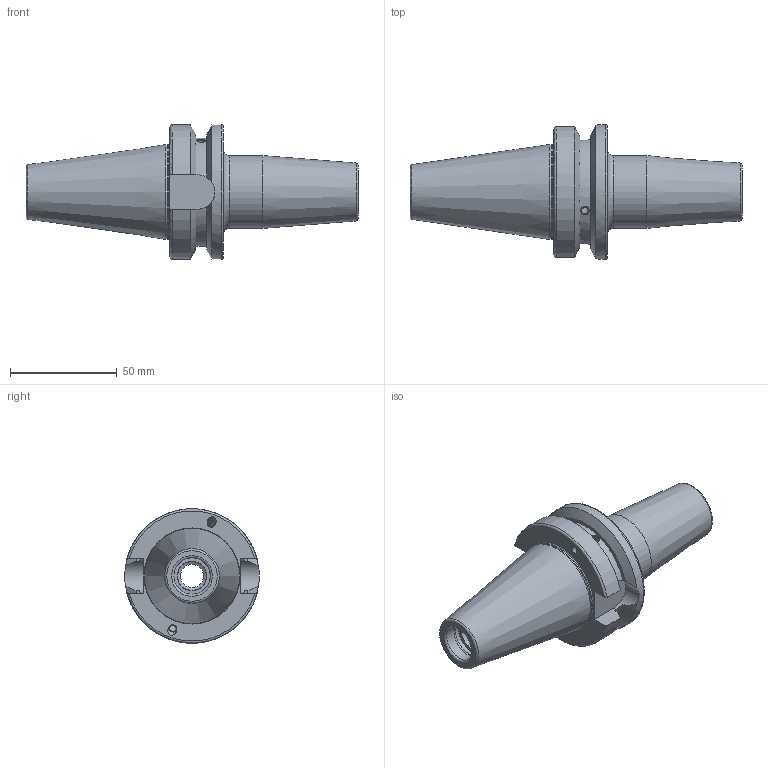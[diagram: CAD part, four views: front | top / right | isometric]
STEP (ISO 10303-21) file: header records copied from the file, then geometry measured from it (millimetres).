
FILE_DESCRIPTION(/* description */ (''),/* implementation_level */ '2;1');
FILE_NAME(/* name */ 'VH036.stp',/* time_stamp */ '2021-04-26T08:42:03+09:00',/* author */ ('eos'),/* organization */ (''),/* preprocessor_version */ 'ST-DEVELOPER v18.1',/* originating_system */ 'Autodesk Inventor 2020',/* authorisation */ '');
FILE_SCHEMA (('AUTOMOTIVE_DESIGN { 1 0 10303 214 3 1 1 }'));
Length unit declared in the file: millimetre
Products named in the file (1): BT40
Bounding box: 155.4 x 63 x 63 mm (x, y, z)
Volume: 156865.4 mm3; surface area: 32122.6 mm2
Topology: 1 solids, 1 shells, 69 faces, 208 edges, 146 vertices
Faces by surface type: cylinder 28, plane 21, cone 12, torus 8
Full cylindrical faces by diameter (mm): 3.242 x8, 4 x4, 10.917 x1, 13.5 x1, 13.835 x1, 15.875 x1, 16.475 x1, 17 x1, 17.6 x1, 34 x1, 44 x1, 63 x1
Entity records: 2669 total; most frequent: CARTESIAN_POINT 661, DIRECTION 438, ORIENTED_EDGE 412, EDGE_CURVE 206, AXIS2_PLACEMENT_3D 189, VERTEX_POINT 146, CIRCLE 101, EDGE_LOOP 86
